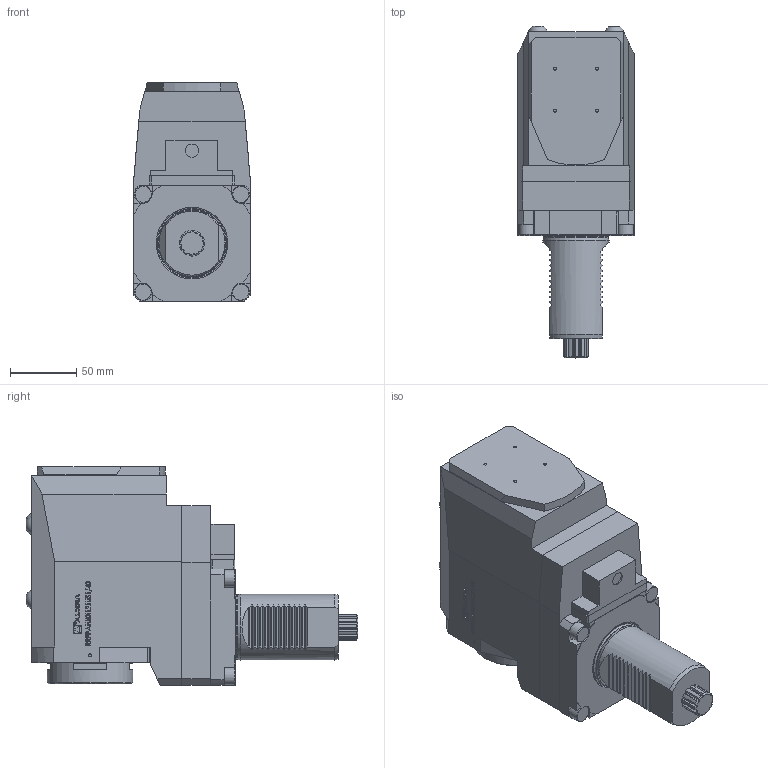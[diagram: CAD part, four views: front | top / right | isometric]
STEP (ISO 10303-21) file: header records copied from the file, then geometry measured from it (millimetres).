
FILE_DESCRIPTION (( 'STEP AP214' ), '1' );
FILE_NAME ('RRPPAH50I121US140.STEP', '2025-11-13T13:14:14', ( '' ), ( '' ), 'SwSTEP 2.0', 'SolidWorks 2023', '' );
FILE_SCHEMA (( 'AUTOMOTIVE_DESIGN' ));
Length unit declared in the file: millimetre
Products named in the file (1): RRPPAH50I121US140
Bounding box: 88 x 251.15 x 165.5 mm (x, y, z)
Volume: 2018179.2 mm3; surface area: 118518.7 mm2
Topology: 1 solids, 1 shells, 675 faces, 1793 edges, 1187 vertices
Faces by surface type: plane 432, cylinder 135, bspline 81, cone 16, torus 7, sphere 4
Full cylindrical faces by diameter (mm): 1.7 x1, 2.1 x1, 6.366 x1, 10 x1, 13 x4, 14 x4, 48.7 x1, 50 x1, 65 x1
Entity records: 29268 total; most frequent: CARTESIAN_POINT 9704, ORIENTED_EDGE 3522, DIRECTION 2901, EDGE_CURVE 1761, VERTEX_POINT 1180, VECTOR 1163, LINE 1163, AXIS2_PLACEMENT_3D 869
